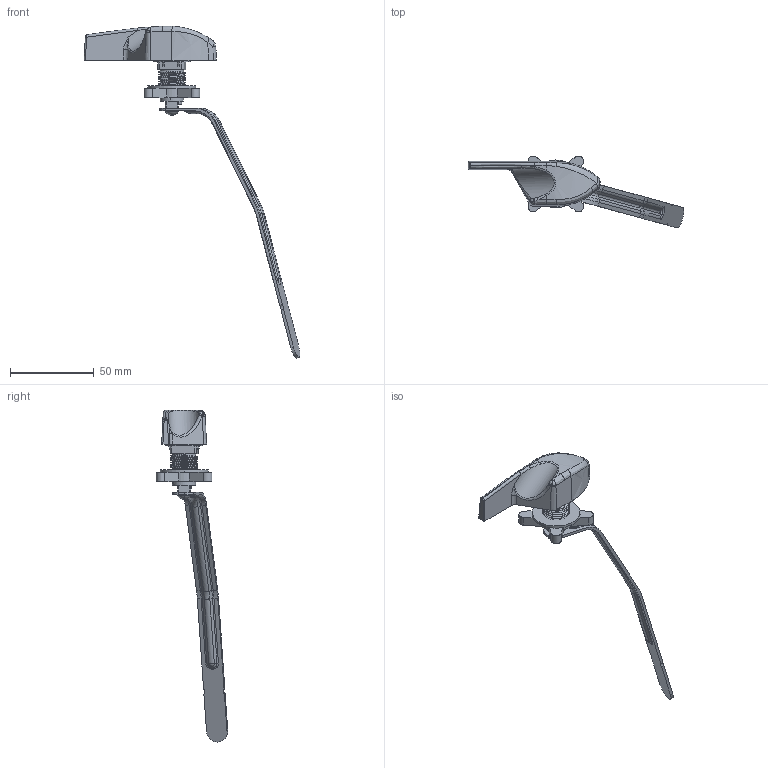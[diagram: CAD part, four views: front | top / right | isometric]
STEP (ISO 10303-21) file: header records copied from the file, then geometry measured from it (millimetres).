
FILE_DESCRIPTION((''),'2;1');
FILE_NAME('502A_WEB','2010-10-27T',('ramkumar'),(''),'PRO/ENGINEER BY PARAMETRIC TECHNOLOGY CORPORATION, 2009300','PRO/ENGINEER BY PARAMETRIC TECHNOLOGY CORPORATION, 2009300','');
FILE_SCHEMA(('CONFIG_CONTROL_DESIGN'));
Length unit declared in the file: inch
Products named in the file (1): 502A_WEB
Bounding box: 128.99 x 42.72 x 198.44 mm (x, y, z)
Surface area: 18676.5 mm2 (no closed solid volume)
Topology: 0 solids, 9 shells, 304 faces, 837 edges, 526 vertices
Faces by surface type: plane 124, cylinder 91, bspline 37, cone 29, torus 16, sphere 7
Entity records: 14696 total; most frequent: CARTESIAN_POINT 7371, ORIENTED_EDGE 1523, DIRECTION 1437, EDGE_CURVE 833, VERTEX_POINT 526, AXIS2_PLACEMENT_3D 507, VECTOR 423, LINE 423
